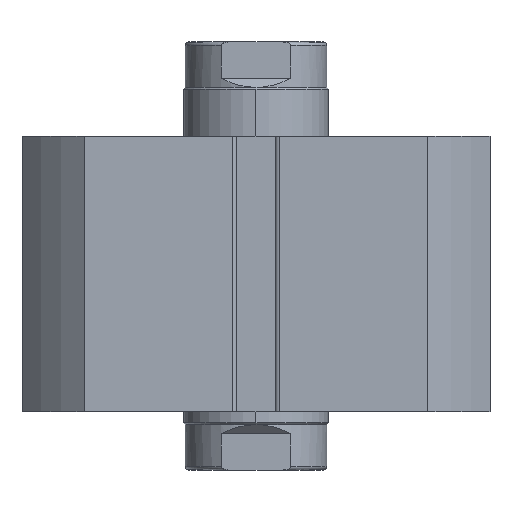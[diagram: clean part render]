
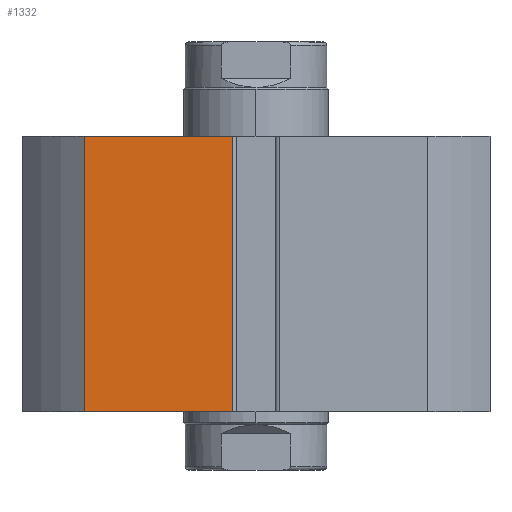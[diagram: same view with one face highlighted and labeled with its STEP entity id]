
A CAD part, front view. The second image highlights one B-rep face of the part: STEP entity #1332.
In plain terms, the highlighted planar face has unit normal (0, -1, 0).
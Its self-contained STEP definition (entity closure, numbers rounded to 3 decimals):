
#70 = VERTEX_POINT ( 'NONE', #7252 ) ;
#188 = EDGE_LOOP ( 'NONE', ( #3653, #3652, #3651, #3650 ) ) ;
#430 = DIRECTION ( 'NONE',  ( 1., 0., 0. ) ) ;
#559 = CARTESIAN_POINT ( 'NONE',  ( -32.25, -32.25, 38. ) ) ;
#729 = CARTESIAN_POINT ( 'NONE',  ( -23.663, -32.25, 38. ) ) ;
#1040 = DIRECTION ( 'NONE',  ( 0., 0., -1. ) ) ;
#1332 = ADVANCED_FACE ( 'NONE', ( #4494 ), #3319, .F. ) ;
#1613 = AXIS2_PLACEMENT_3D ( 'NONE', #2961, #2938, #2969 ) ;
#2154 = EDGE_CURVE ( 'NONE', #2664, #2732, #6552, .T. ) ;
#2237 = EDGE_CURVE ( 'NONE', #2664, #70, #6639, .T. ) ;
#2404 = EDGE_CURVE ( 'NONE', #2763, #70, #6882, .T. ) ;
#2431 = EDGE_CURVE ( 'NONE', #2732, #2763, #6925, .T. ) ;
#2664 = VERTEX_POINT ( 'NONE', #5935 ) ;
#2732 = VERTEX_POINT ( 'NONE', #6003 ) ;
#2763 = VERTEX_POINT ( 'NONE', #6034 ) ;
#2938 = DIRECTION ( 'NONE',  ( 0., 1., 0. ) ) ;
#2961 = CARTESIAN_POINT ( 'NONE',  ( -32.25, -32.25, 38. ) ) ;
#2969 = DIRECTION ( 'NONE',  ( 0., 0., 1. ) ) ;
#3319 = PLANE ( 'NONE',  #1613 ) ;
#3650 = ORIENTED_EDGE ( 'NONE', *, *, #2404, .T. ) ;
#3651 = ORIENTED_EDGE ( 'NONE', *, *, #2431, .T. ) ;
#3652 = ORIENTED_EDGE ( 'NONE', *, *, #2154, .T. ) ;
#3653 = ORIENTED_EDGE ( 'NONE', *, *, #2237, .F. ) ;
#4494 = FACE_OUTER_BOUND ( 'NONE', #188, .T. ) ;
#5442 = CARTESIAN_POINT ( 'NONE',  ( -3.2, -32.25, 38. ) ) ;
#5443 = DIRECTION ( 'NONE',  ( 0., 0., 1. ) ) ;
#5524 = CARTESIAN_POINT ( 'NONE',  ( -32.25, -32.25, 0. ) ) ;
#5525 = DIRECTION ( 'NONE',  ( 1., 0., 0. ) ) ;
#5935 = CARTESIAN_POINT ( 'NONE',  ( -23.663, -32.25, 38. ) ) ;
#6003 = CARTESIAN_POINT ( 'NONE',  ( -23.663, -32.25, 0. ) ) ;
#6034 = CARTESIAN_POINT ( 'NONE',  ( -3.2, -32.25, 0. ) ) ;
#6552 = LINE ( 'NONE', #729, #6553 ) ;
#6553 = VECTOR ( 'NONE', #1040, 1000. ) ;
#6636 = VECTOR ( 'NONE', #430, 1000. ) ;
#6639 = LINE ( 'NONE', #559, #6636 ) ;
#6882 = LINE ( 'NONE', #5442, #6883 ) ;
#6883 = VECTOR ( 'NONE', #5443, 1000. ) ;
#6925 = LINE ( 'NONE', #5524, #6926 ) ;
#6926 = VECTOR ( 'NONE', #5525, 1000. ) ;
#7252 = CARTESIAN_POINT ( 'NONE',  ( -3.2, -32.25, 38. ) ) ;
